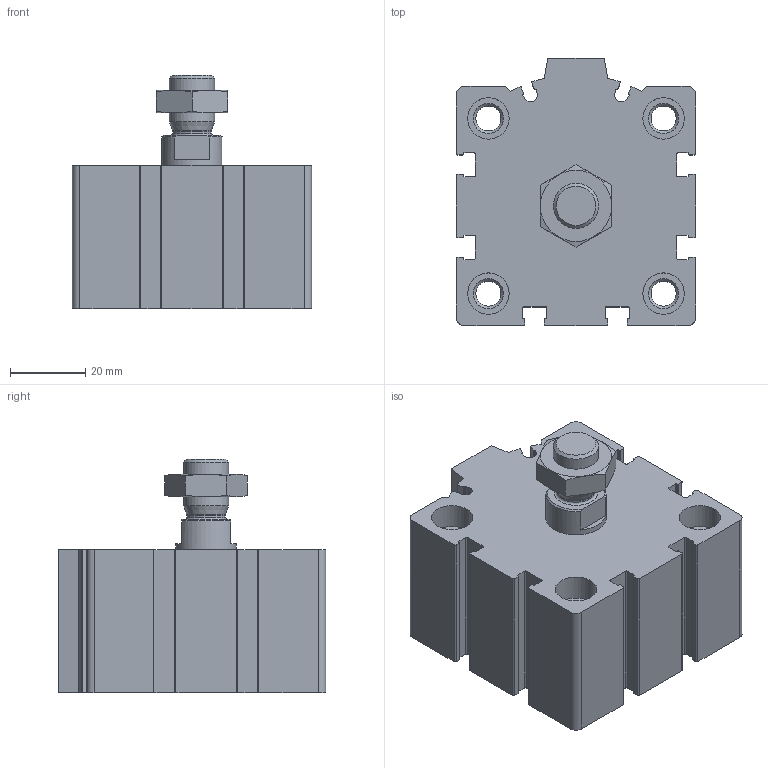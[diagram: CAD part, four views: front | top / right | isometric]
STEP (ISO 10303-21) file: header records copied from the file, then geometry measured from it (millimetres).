
FILE_DESCRIPTION(/* description */ ('STEP AP214'),/* implementation_level */ '2;1');
FILE_NAME(/* name */ '188272_ADVC-50-10-A-P',/* time_stamp */ '2024-08-01T21:31:21+02:00',/* author */ ('License CC BY-ND 4.0'),/* organization */ ('CADENAS'),/* preprocessor_version */ 'ST-DEVELOPER v19.3',/* originating_system */ 'PARTsolutions',/* authorisation */ ' ');
FILE_SCHEMA (('AUTOMOTIVE_DESIGN {1 0 10303 214 3 1 1}'));
Length unit declared in the file: millimetre
Products named in the file (4): 188272 ADVC-50-10-A-P---(asm_0); 188272 ADVC-50-10-A-P---(ZR); 188272 ADVC-50-10-A-P---(K); DIN-439-B - M12x1.25(F)
Assembly tree (3 placements, depth 2):
  188272 ADVC-50-10-A-P---(asm_0)
    188272 ADVC-50-10-A-P---(ZR)
    188272 ADVC-50-10-A-P---(K)
    DIN-439-B - M12x1.25(F)
Bounding box: 63.5 x 71 x 62 mm (x, y, z)
Volume: 127065.9 mm3; surface area: 41357.4 mm2
Topology: 3 solids, 3 shells, 207 faces, 550 edges, 363 vertices
Faces by surface type: plane 96, cylinder 91, cone 18, torus 2
Full cylindrical faces by diameter (mm): 6.647 x4, 8.566 x2, 10.2 x1, 10.647 x1, 11 x8, 12 x1, 16 x2, 50 x2
Entity records: 6354 total; most frequent: CARTESIAN_POINT 1127, DIRECTION 1112, ORIENTED_EDGE 1004, EDGE_CURVE 502, AXIS2_PLACEMENT_3D 415, VERTEX_POINT 354, LINE 282, VECTOR 282
